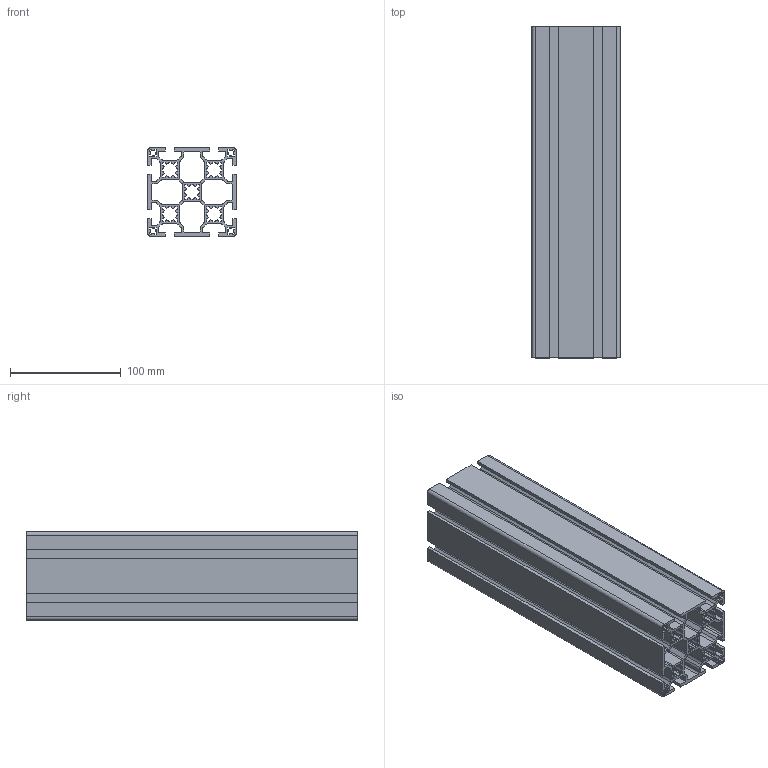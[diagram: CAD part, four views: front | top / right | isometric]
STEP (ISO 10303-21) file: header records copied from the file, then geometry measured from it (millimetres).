
FILE_DESCRIPTION (( 'STEP AP214' ), '1' );
FILE_NAME ('1727977239550.step', '2024-10-03T17:40:43', ( 'Windows User' ), ( '' ), 'SwSTEP 2.0', 'SolidWorks 2011', '' );
FILE_SCHEMA (( 'AUTOMOTIVE_DESIGN' ));
Length unit declared in the file: millimetre
Products named in the file (2): 1.11.080080.83LBPx300.00(1); 1727977239550
Assembly tree (1 placements, depth 2):
  1727977239550
    1.11.080080.83LBPx300.00(1)
Bounding box: 80 x 300 x 80 mm (x, y, z)
Volume: 513481.1 mm3; surface area: 454548 mm2
Topology: 1 solids, 1 shells, 544 faces, 1626 edges, 1084 vertices
Faces by surface type: plane 362, cylinder 182
Entity records: 18392 total; most frequent: CARTESIAN_POINT 3258, ORIENTED_EDGE 3252, DIRECTION 3086, EDGE_CURVE 1626, LINE 1262, VECTOR 1262, VERTEX_POINT 1084, AXIS2_PLACEMENT_3D 912
